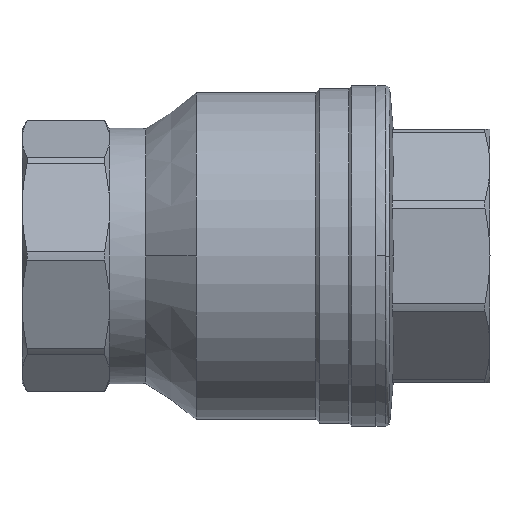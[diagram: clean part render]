
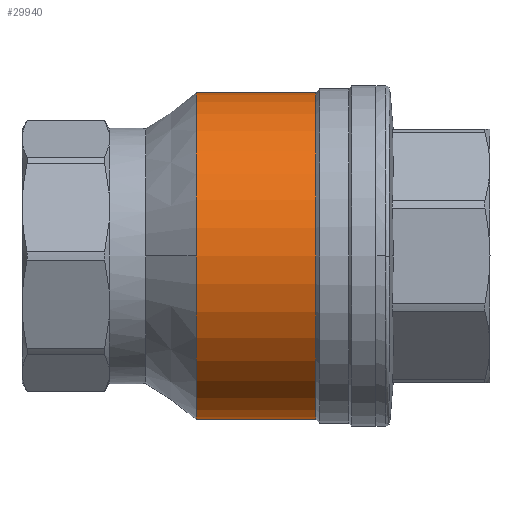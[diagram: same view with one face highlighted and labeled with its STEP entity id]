
A CAD part, front view. The second image highlights one B-rep face of the part: STEP entity #29940.
In plain terms, the highlighted cylindrical face has radius 42.25 mm (diameter 84.5 mm), a partial arc.
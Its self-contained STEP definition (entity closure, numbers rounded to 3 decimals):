
#292 = CARTESIAN_POINT ( 'NONE',  ( 15.5, 0., -42.25 ) ) ;
#325 = FACE_OUTER_BOUND ( 'NONE', #8439, .T. ) ;
#3177 = CARTESIAN_POINT ( 'NONE',  ( -15.5, 0., 0. ) ) ;
#7150 = ORIENTED_EDGE ( 'NONE', *, *, #16718, .T. ) ;
#7632 = DIRECTION ( 'NONE',  ( 0., 0., 1. ) ) ;
#7820 = DIRECTION ( 'NONE',  ( -1., 0., 0. ) ) ;
#8345 = VECTOR ( 'NONE', #41500, 1000. ) ;
#8439 = EDGE_LOOP ( 'NONE', ( #56995, #18908, #7150, #16187, #28512 ) ) ;
#9161 = VERTEX_POINT ( 'NONE', #51733 ) ;
#11901 = EDGE_CURVE ( 'NONE', #15699, #9161, #41474, .T. ) ;
#15699 = VERTEX_POINT ( 'NONE', #17975 ) ;
#16187 = ORIENTED_EDGE ( 'NONE', *, *, #26062, .T. ) ;
#16718 = EDGE_CURVE ( 'NONE', #53650, #25742, #26786, .T. ) ;
#17975 = CARTESIAN_POINT ( 'NONE',  ( -15.5, -42.25, 0. ) ) ;
#18908 = ORIENTED_EDGE ( 'NONE', *, *, #41708, .T. ) ;
#20002 = CARTESIAN_POINT ( 'NONE',  ( -15.5, 0., 0. ) ) ;
#20515 = DIRECTION ( 'NONE',  ( -1., 0., 0. ) ) ;
#22059 = CARTESIAN_POINT ( 'NONE',  ( 153.059, 0., 42.25 ) ) ;
#22348 = CIRCLE ( 'NONE', #45936, 42.25 ) ;
#22498 = CYLINDRICAL_SURFACE ( 'NONE', #29267, 42.25 ) ;
#24516 = DIRECTION ( 'NONE',  ( 0., 0., 1. ) ) ;
#25742 = VERTEX_POINT ( 'NONE', #27007 ) ;
#26062 = EDGE_CURVE ( 'NONE', #25742, #15699, #22348, .T. ) ;
#26584 = DIRECTION ( 'NONE',  ( -1., 0., 0. ) ) ;
#26786 = LINE ( 'NONE', #22059, #47628 ) ;
#27007 = CARTESIAN_POINT ( 'NONE',  ( -15.5, 0., 42.25 ) ) ;
#28512 = ORIENTED_EDGE ( 'NONE', *, *, #11901, .T. ) ;
#29267 = AXIS2_PLACEMENT_3D ( 'NONE', #33760, #20515, #33953 ) ;
#29766 = AXIS2_PLACEMENT_3D ( 'NONE', #34433, #7820, #38906 ) ;
#29940 = ADVANCED_FACE ( 'NONE', ( #325 ), #22498, .T. ) ;
#30412 = VERTEX_POINT ( 'NONE', #292 ) ;
#33760 = CARTESIAN_POINT ( 'NONE',  ( 153.059, 0., 0. ) ) ;
#33953 = DIRECTION ( 'NONE',  ( 0., 0., 1. ) ) ;
#34264 = DIRECTION ( 'NONE',  ( 1., 0., 0. ) ) ;
#34433 = CARTESIAN_POINT ( 'NONE',  ( 15.5, 0., 0. ) ) ;
#35878 = AXIS2_PLACEMENT_3D ( 'NONE', #20002, #51136, #24516 ) ;
#38906 = DIRECTION ( 'NONE',  ( 0., 0., 1. ) ) ;
#40519 = EDGE_CURVE ( 'NONE', #30412, #9161, #42437, .T. ) ;
#41474 = CIRCLE ( 'NONE', #35878, 42.25 ) ;
#41500 = DIRECTION ( 'NONE',  ( -1., 0., 0. ) ) ;
#41708 = EDGE_CURVE ( 'NONE', #30412, #53650, #52119, .T. ) ;
#42437 = LINE ( 'NONE', #45987, #8345 ) ;
#45936 = AXIS2_PLACEMENT_3D ( 'NONE', #3177, #34264, #7632 ) ;
#45987 = CARTESIAN_POINT ( 'NONE',  ( 153.059, 0., -42.25 ) ) ;
#47628 = VECTOR ( 'NONE', #26584, 1000. ) ;
#51136 = DIRECTION ( 'NONE',  ( 1., 0., 0. ) ) ;
#51572 = CARTESIAN_POINT ( 'NONE',  ( 15.5, 0., 42.25 ) ) ;
#51733 = CARTESIAN_POINT ( 'NONE',  ( -15.5, 0., -42.25 ) ) ;
#52119 = CIRCLE ( 'NONE', #29766, 42.25 ) ;
#53650 = VERTEX_POINT ( 'NONE', #51572 ) ;
#56995 = ORIENTED_EDGE ( 'NONE', *, *, #40519, .F. ) ;
